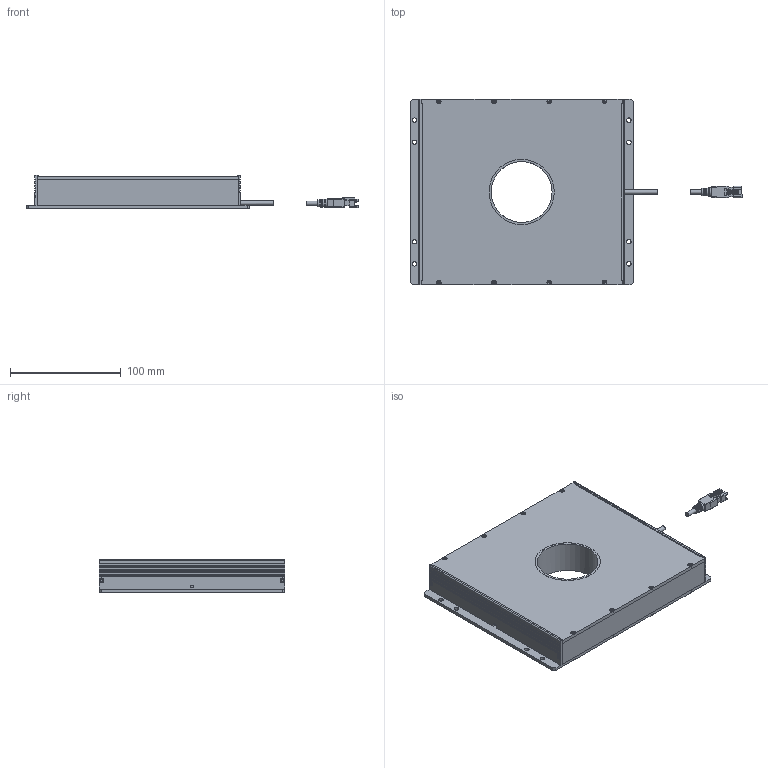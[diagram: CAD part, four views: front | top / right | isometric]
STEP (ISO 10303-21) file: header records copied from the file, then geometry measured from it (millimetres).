
FILE_DESCRIPTION(('STEP AP214'),'1');
FILE_NAME('LVYKB-G160180-55M2A.stp','2025-04-14T05:24:17',(' '),(' '),'Spatial InterOp 3D',' ',' ');
FILE_SCHEMA(('AUTOMOTIVE_DESIGN { 1 0 10303 214 1 1 1 1 }'));
Length unit declared in the file: metre
Products named in the file (3): LVYKB-G160180-55M2A; Component1; Component2
Assembly tree (2 placements, depth 2):
  LVYKB-G160180-55M2A
    Component1
    Component2
Bounding box: 300.3 x 168.02 x 30 mm (x, y, z)
Volume: 238593.2 mm3; surface area: 168935.4 mm2
Topology: 2 solids, 66 shells, 948 faces, 2365 edges, 1561 vertices
Faces by surface type: plane 598, cylinder 233, cone 105, bspline 4, torus 4, sphere 4
Full cylindrical faces by diameter (mm): 2 x64, 2.4 x28, 2.5 x4, 3.7 x24, 3.9 x2, 4 x8, 55 x1, 59 x1, 63 x1, 65 x1
Entity records: 35655 total; most frequent: CARTESIAN_POINT 4970, DIRECTION 4363, ORIENTED_EDGE 3918, EDGE_CURVE 1959, AXIS2_PLACEMENT_3D 1507, VERTEX_POINT 1400, LINE 1349, VECTOR 1349
